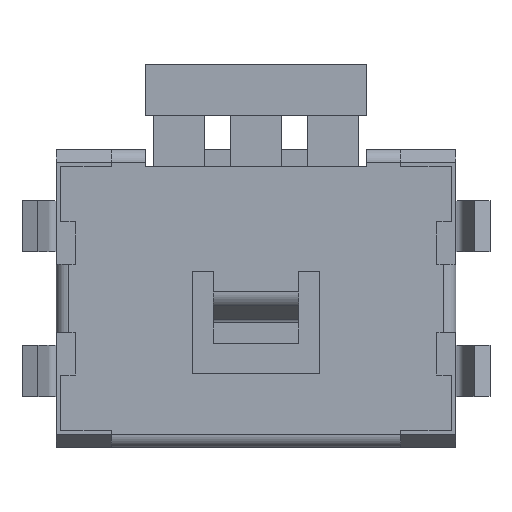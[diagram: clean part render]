
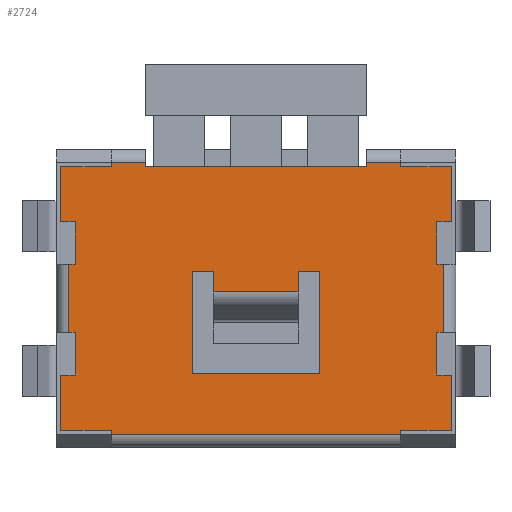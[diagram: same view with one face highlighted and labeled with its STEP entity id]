
A CAD part, top view. The second image highlights one B-rep face of the part: STEP entity #2724.
In plain terms, the highlighted planar face has unit normal (0, 0, 1).
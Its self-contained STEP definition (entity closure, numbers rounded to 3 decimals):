
#13=DIRECTION('',(0.,0.,1.));
#27=VECTOR('',#28,1.);
#28=DIRECTION('',(1.,0.,0.));
#40=VECTOR('',#41,1.);
#41=DIRECTION('',(1.,0.,0.));
#91=DIRECTION('',(0.,1.,0.));
#111=VECTOR('',#112,1.);
#112=DIRECTION('',(0.,-1.,0.));
#119=VECTOR('',#120,1.);
#120=DIRECTION('',(-1.,0.,0.));
#149=VECTOR('',#91,1.);
#184=VECTOR('',#185,1.);
#185=DIRECTION('',(-1.,0.,0.));
#309=VECTOR('',#310,1.);
#310=DIRECTION('',(0.,-1.,0.));
#413=VECTOR('',#414,1.);
#414=DIRECTION('',(0.,1.,0.));
#625=VECTOR('',#626,1.);
#626=DIRECTION('',(0.,-1.,0.));
#812=VECTOR('',#813,1.);
#813=DIRECTION('',(1.,0.,0.));
#902=VECTOR('',#903,1.);
#903=DIRECTION('',(-1.,0.,0.));
#1323=DIRECTION('',(-1.,-0.,-0.));
#1338=VECTOR('',#1323,1.);
#1598=VECTOR('',#1599,1.);
#1599=DIRECTION('',(-0.,-1.,-0.));
#1799=VERTEX_POINT('',#1800);
#1800=CARTESIAN_POINT('',(1.3,1.55,1.65));
#1802=ORIENTED_EDGE('',*,*,#1803,.T.);
#1803=EDGE_CURVE('',#1799,#1804,#1806,.T.);
#1804=VERTEX_POINT('',#1805);
#1805=CARTESIAN_POINT('',(-1.3,1.55,1.65));
#1806=LINE('',#1807,#184);
#1807=CARTESIAN_POINT('',(2.295,1.55,1.65));
#2158=VERTEX_POINT('',#2159);
#2159=CARTESIAN_POINT('',(1.7,1.55,1.65));
#2161=ORIENTED_EDGE('',*,*,#2162,.T.);
#2162=EDGE_CURVE('',#2158,#2163,#2165,.T.);
#2163=VERTEX_POINT('',#2164);
#2164=CARTESIAN_POINT('',(1.7,1.6,1.65));
#2165=LINE('',#2159,#413);
#2179=VERTEX_POINT('',#2180);
#2180=CARTESIAN_POINT('',(2.125,0.4,1.65));
#2183=EDGE_CURVE('',#2179,#2184,#2186,.T.);
#2184=VERTEX_POINT('',#2185);
#2185=CARTESIAN_POINT('',(2.2,0.4,1.65));
#2186=LINE('',#2180,#27);
#2196=ORIENTED_EDGE('',*,*,#2197,.T.);
#2197=EDGE_CURVE('',#2179,#2198,#2200,.T.);
#2198=VERTEX_POINT('',#2199);
#2199=CARTESIAN_POINT('',(2.125,0.9,1.65));
#2200=LINE('',#2201,#149);
#2201=CARTESIAN_POINT('',(2.125,-1.55,1.65));
#2212=VERTEX_POINT('',#2213);
#2213=CARTESIAN_POINT('',(2.295,0.9,1.65));
#2216=EDGE_CURVE('',#2212,#2198,#2217,.T.);
#2217=LINE('',#2213,#184);
#2226=VERTEX_POINT('',#1807);
#2229=EDGE_CURVE('',#2226,#2212,#2230,.T.);
#2230=LINE('',#1807,#111);
#2238=ORIENTED_EDGE('',*,*,#2239,.T.);
#2239=EDGE_CURVE('',#2226,#2158,#1806,.T.);
#2245=EDGE_CURVE('',#2246,#2184,#2248,.T.);
#2246=VERTEX_POINT('',#2247);
#2247=CARTESIAN_POINT('',(2.2,-0.4,1.65));
#2248=LINE('',#2247,#149);
#2262=VERTEX_POINT('',#2263);
#2263=CARTESIAN_POINT('',(2.125,-0.4,1.65));
#2265=ORIENTED_EDGE('',*,*,#2266,.T.);
#2266=EDGE_CURVE('',#2262,#2246,#2267,.T.);
#2267=LINE('',#2263,#27);
#2273=ORIENTED_EDGE('',*,*,#2274,.F.);
#2274=EDGE_CURVE('',#2275,#2277,#2279,.T.);
#2275=VERTEX_POINT('',#2276);
#2276=CARTESIAN_POINT('',(2.295,-1.55,1.65));
#2277=VERTEX_POINT('',#2278);
#2278=CARTESIAN_POINT('',(1.7,-1.55,1.65));
#2279=LINE('',#2276,#184);
#2294=VERTEX_POINT('',#2295);
#2295=CARTESIAN_POINT('',(2.295,-0.9,1.65));
#2298=EDGE_CURVE('',#2294,#2275,#2299,.T.);
#2299=LINE('',#2295,#111);
#2308=VERTEX_POINT('',#2309);
#2309=CARTESIAN_POINT('',(2.125,-0.9,1.65));
#2312=EDGE_CURVE('',#2308,#2294,#2313,.T.);
#2313=LINE('',#2309,#27);
#2321=ORIENTED_EDGE('',*,*,#2322,.T.);
#2322=EDGE_CURVE('',#2308,#2262,#2200,.T.);
#2328=EDGE_CURVE('',#2277,#2329,#2331,.T.);
#2329=VERTEX_POINT('',#2330);
#2330=CARTESIAN_POINT('',(1.7,-1.6,1.65));
#2331=LINE('',#2278,#309);
#2406=VERTEX_POINT('',#2407);
#2407=CARTESIAN_POINT('',(-1.7,-1.55,1.65));
#2409=ORIENTED_EDGE('',*,*,#2410,.T.);
#2410=EDGE_CURVE('',#2406,#2411,#2413,.T.);
#2411=VERTEX_POINT('',#2412);
#2412=CARTESIAN_POINT('',(-1.7,-1.6,1.65));
#2413=LINE('',#2407,#309);
#2428=VERTEX_POINT('',#2429);
#2429=CARTESIAN_POINT('',(-2.125,-0.4,1.65));
#2432=EDGE_CURVE('',#2428,#2433,#2435,.T.);
#2433=VERTEX_POINT('',#2434);
#2434=CARTESIAN_POINT('',(-2.2,-0.4,1.65));
#2435=LINE('',#2429,#119);
#2445=ORIENTED_EDGE('',*,*,#2446,.T.);
#2446=EDGE_CURVE('',#2428,#2447,#2449,.T.);
#2447=VERTEX_POINT('',#2448);
#2448=CARTESIAN_POINT('',(-2.125,-0.9,1.65));
#2449=LINE('',#2450,#111);
#2450=CARTESIAN_POINT('',(-2.125,1.55,1.65));
#2460=ORIENTED_EDGE('',*,*,#2461,.T.);
#2461=EDGE_CURVE('',#2447,#2462,#2464,.T.);
#2462=VERTEX_POINT('',#2463);
#2463=CARTESIAN_POINT('',(-2.295,-0.9,1.65));
#2464=LINE('',#2448,#1338);
#2474=ORIENTED_EDGE('',*,*,#2475,.T.);
#2475=EDGE_CURVE('',#2462,#2476,#2478,.T.);
#2476=VERTEX_POINT('',#2477);
#2477=CARTESIAN_POINT('',(-2.295,-1.55,1.65));
#2478=LINE('',#2463,#1598);
#2487=ORIENTED_EDGE('',*,*,#2488,.F.);
#2488=EDGE_CURVE('',#2406,#2476,#2279,.T.);
#2495=EDGE_CURVE('',#2496,#2433,#2498,.T.);
#2496=VERTEX_POINT('',#2497);
#2497=CARTESIAN_POINT('',(-2.2,0.4,1.65));
#2498=LINE('',#2497,#625);
#2512=VERTEX_POINT('',#2513);
#2513=CARTESIAN_POINT('',(-1.7,1.55,1.65));
#2515=ORIENTED_EDGE('',*,*,#2516,.T.);
#2516=EDGE_CURVE('',#2512,#2517,#1806,.T.);
#2517=VERTEX_POINT('',#2518);
#2518=CARTESIAN_POINT('',(-2.295,1.55,1.65));
#2526=ORIENTED_EDGE('',*,*,#2527,.T.);
#2527=EDGE_CURVE('',#2517,#2528,#2530,.T.);
#2528=VERTEX_POINT('',#2529);
#2529=CARTESIAN_POINT('',(-2.295,0.9,1.65));
#2530=LINE('',#2518,#1598);
#2540=ORIENTED_EDGE('',*,*,#2541,.T.);
#2541=EDGE_CURVE('',#2528,#2542,#2544,.T.);
#2542=VERTEX_POINT('',#2543);
#2543=CARTESIAN_POINT('',(-2.125,0.9,1.65));
#2544=LINE('',#2529,#27);
#2554=ORIENTED_EDGE('',*,*,#2555,.T.);
#2555=EDGE_CURVE('',#2542,#2556,#2449,.T.);
#2556=VERTEX_POINT('',#2557);
#2557=CARTESIAN_POINT('',(-2.125,0.4,1.65));
#2565=ORIENTED_EDGE('',*,*,#2566,.T.);
#2566=EDGE_CURVE('',#2556,#2496,#2567,.T.);
#2567=LINE('',#2557,#119);
#2574=EDGE_CURVE('',#2512,#2575,#2577,.T.);
#2575=VERTEX_POINT('',#2576);
#2576=CARTESIAN_POINT('',(-1.7,1.6,1.65));
#2577=LINE('',#2513,#413);
#2651=VERTEX_POINT('',#2652);
#2652=CARTESIAN_POINT('',(-1.3,1.6,1.65));
#2656=EDGE_CURVE('',#1804,#2651,#2657,.T.);
#2657=LINE('',#1805,#413);
#2724=ADVANCED_FACE('',(#2725,#2752),#2793,.T.);
#2725=FACE_BOUND('',#2726,.T.);
#2726=EDGE_LOOP('',(#2273,#2727,#2728,#2321,#2265,#2729,#2730,#2196,#2731,#2732,#2238,#2161,#2733,#2738,#1802,#2741,#2742,#2745,#2515,#2526,#2540,#2554,#2565,#2746,#2747,#2445,#2460,#2474,#2487,#2409,#2748,#2751));
#2727=ORIENTED_EDGE('',*,*,#2298,.F.);
#2728=ORIENTED_EDGE('',*,*,#2312,.F.);
#2729=ORIENTED_EDGE('',*,*,#2245,.T.);
#2730=ORIENTED_EDGE('',*,*,#2183,.F.);
#2731=ORIENTED_EDGE('',*,*,#2216,.F.);
#2732=ORIENTED_EDGE('',*,*,#2229,.F.);
#2733=ORIENTED_EDGE('',*,*,#2734,.F.);
#2734=EDGE_CURVE('',#2735,#2163,#2737,.T.);
#2735=VERTEX_POINT('',#2736);
#2736=CARTESIAN_POINT('',(1.3,1.6,1.65));
#2737=LINE('',#2736,#812);
#2738=ORIENTED_EDGE('',*,*,#2739,.F.);
#2739=EDGE_CURVE('',#1799,#2735,#2740,.T.);
#2740=LINE('',#1800,#413);
#2741=ORIENTED_EDGE('',*,*,#2656,.T.);
#2742=ORIENTED_EDGE('',*,*,#2743,.T.);
#2743=EDGE_CURVE('',#2651,#2575,#2744,.T.);
#2744=LINE('',#2652,#902);
#2745=ORIENTED_EDGE('',*,*,#2574,.F.);
#2746=ORIENTED_EDGE('',*,*,#2495,.T.);
#2747=ORIENTED_EDGE('',*,*,#2432,.F.);
#2748=ORIENTED_EDGE('',*,*,#2749,.T.);
#2749=EDGE_CURVE('',#2411,#2329,#2750,.T.);
#2750=LINE('',#2412,#40);
#2751=ORIENTED_EDGE('',*,*,#2328,.F.);
#2752=FACE_BOUND('',#2753,.T.);
#2753=EDGE_LOOP('',(#2754,#2761,#2766,#2772,#2777,#2782,#2787,#2790));
#2754=ORIENTED_EDGE('',*,*,#2755,.F.);
#2755=EDGE_CURVE('',#2756,#2758,#2760,.T.);
#2756=VERTEX_POINT('',#2757);
#2757=CARTESIAN_POINT('',(-0.75,-0.88,1.65));
#2758=VERTEX_POINT('',#2759);
#2759=CARTESIAN_POINT('',(0.75,-0.88,1.65));
#2760=LINE('',#2757,#27);
#2761=ORIENTED_EDGE('',*,*,#2762,.F.);
#2762=EDGE_CURVE('',#2763,#2756,#2765,.T.);
#2763=VERTEX_POINT('',#2764);
#2764=CARTESIAN_POINT('',(-0.75,0.32,1.65));
#2765=LINE('',#2764,#111);
#2766=ORIENTED_EDGE('',*,*,#2767,.F.);
#2767=EDGE_CURVE('',#2768,#2763,#2770,.T.);
#2768=VERTEX_POINT('',#2769);
#2769=CARTESIAN_POINT('',(-0.5,0.32,1.65));
#2770=LINE('',#2771,#184);
#2771=CARTESIAN_POINT('',(0.75,0.32,1.65));
#2772=ORIENTED_EDGE('',*,*,#2773,.T.);
#2773=EDGE_CURVE('',#2768,#2774,#2776,.T.);
#2774=VERTEX_POINT('',#2775);
#2775=CARTESIAN_POINT('',(-0.5,0.076,1.65));
#2776=LINE('',#2769,#309);
#2777=ORIENTED_EDGE('',*,*,#2778,.T.);
#2778=EDGE_CURVE('',#2774,#2779,#2781,.T.);
#2779=VERTEX_POINT('',#2780);
#2780=CARTESIAN_POINT('',(0.5,0.076,1.65));
#2781=LINE('',#2775,#40);
#2782=ORIENTED_EDGE('',*,*,#2783,.F.);
#2783=EDGE_CURVE('',#2784,#2779,#2786,.T.);
#2784=VERTEX_POINT('',#2785);
#2785=CARTESIAN_POINT('',(0.5,0.32,1.65));
#2786=LINE('',#2785,#309);
#2787=ORIENTED_EDGE('',*,*,#2788,.F.);
#2788=EDGE_CURVE('',#2789,#2784,#2770,.T.);
#2789=VERTEX_POINT('',#2771);
#2790=ORIENTED_EDGE('',*,*,#2791,.F.);
#2791=EDGE_CURVE('',#2758,#2789,#2792,.T.);
#2792=LINE('',#2759,#149);
#2793=PLANE('',#2794);
#2794=AXIS2_PLACEMENT_3D('',#2795,#13,#28);
#2795=CARTESIAN_POINT('',(0.,0.,1.65));
